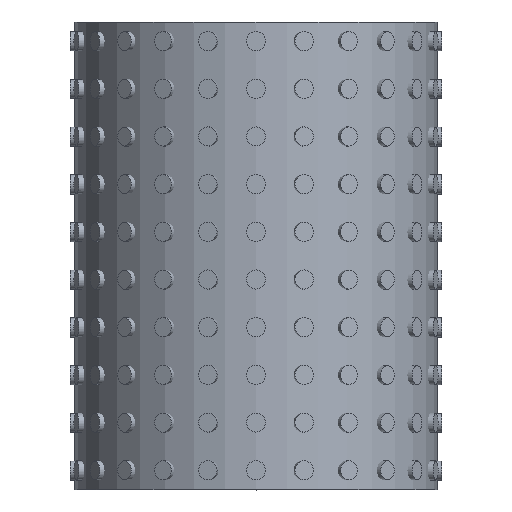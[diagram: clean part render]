
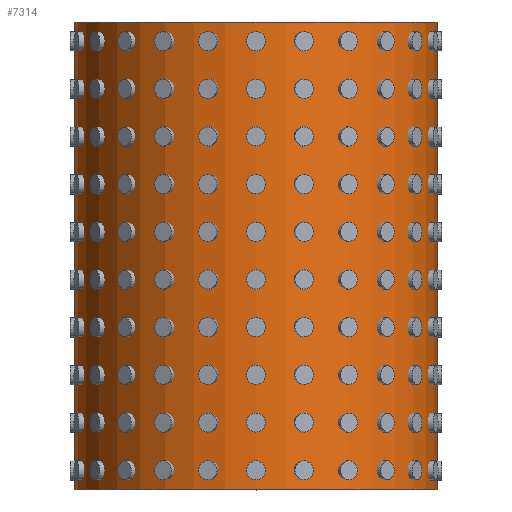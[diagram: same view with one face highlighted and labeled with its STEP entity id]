
A CAD part, top view. The second image highlights one B-rep face of the part: STEP entity #7314.
In plain terms, the highlighted cylindrical face has radius 19 mm (diameter 38 mm), a full revolution.
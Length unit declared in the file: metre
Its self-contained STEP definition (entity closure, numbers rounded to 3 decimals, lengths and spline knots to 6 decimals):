
#2428=ORIENTED_EDGE('',*,*,#3374,.F.);
#2429=ORIENTED_EDGE('',*,*,#3375,.T.);
#3374=EDGE_CURVE('',#3930,#3930,#4462,.T.);
#3375=EDGE_CURVE('',#3931,#3931,#4463,.T.);
#3930=VERTEX_POINT('',#15814);
#3931=VERTEX_POINT('',#15816);
#4462=CIRCLE('',#11049,0.019);
#4463=CIRCLE('',#11050,0.019);
#5136=EDGE_LOOP('',(#2428));
#5137=EDGE_LOOP('',(#2429));
#6140=FACE_BOUND('',#5136,.T.);
#6141=FACE_BOUND('',#5137,.T.);
#6894=CYLINDRICAL_SURFACE('',#11048,0.019);
#7314=ADVANCED_FACE('',(#6140,#6141),#6894,.T.);
#11048=AXIS2_PLACEMENT_3D('',#15812,#13066,#13067);
#11049=AXIS2_PLACEMENT_3D('',#15813,#13068,#13069);
#11050=AXIS2_PLACEMENT_3D('',#15815,#13070,#13071);
#13066=DIRECTION('',(0.,1.,0.));
#13067=DIRECTION('',(0.,0.,1.));
#13068=DIRECTION('',(0.,-1.,0.));
#13069=DIRECTION('',(0.,0.,-1.));
#13070=DIRECTION('',(0.,-1.,0.));
#13071=DIRECTION('',(0.,0.,-1.));
#15812=CARTESIAN_POINT('',(0.,-0.049,0.));
#15813=CARTESIAN_POINT('',(0.,-0.049,0.));
#15814=CARTESIAN_POINT('',(0.,-0.049,-0.019));
#15815=CARTESIAN_POINT('',(0.,0.,0.));
#15816=CARTESIAN_POINT('',(0.,0.,-0.019));
